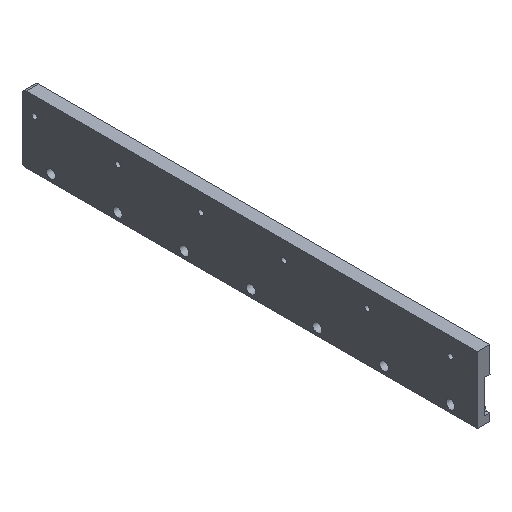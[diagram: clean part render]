
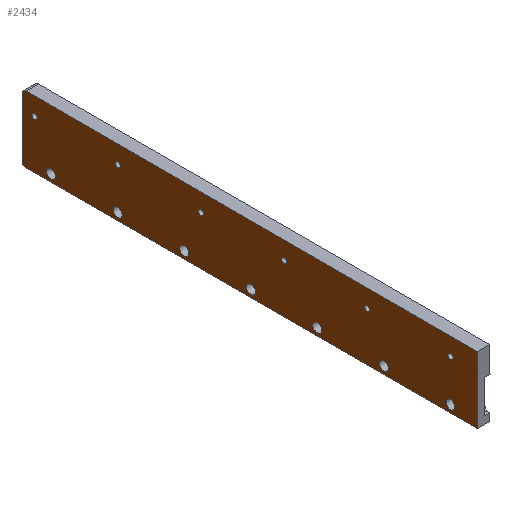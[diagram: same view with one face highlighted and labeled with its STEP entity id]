
A CAD part, isometric view. The second image highlights one B-rep face of the part: STEP entity #2434.
In plain terms, the highlighted face is planar.
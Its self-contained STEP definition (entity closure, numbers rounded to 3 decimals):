
#79=FACE_BOUND('',#298,.T.);
#80=FACE_BOUND('',#299,.T.);
#81=FACE_BOUND('',#300,.T.);
#82=FACE_BOUND('',#301,.T.);
#83=FACE_BOUND('',#302,.T.);
#84=FACE_BOUND('',#303,.T.);
#85=FACE_BOUND('',#304,.T.);
#86=FACE_BOUND('',#305,.T.);
#87=FACE_BOUND('',#306,.T.);
#88=FACE_BOUND('',#307,.T.);
#89=FACE_BOUND('',#308,.T.);
#90=FACE_BOUND('',#309,.T.);
#91=FACE_BOUND('',#310,.T.);
#114=CIRCLE('',#2606,2.);
#115=CIRCLE('',#2607,2.);
#116=CIRCLE('',#2608,2.15);
#117=CIRCLE('',#2609,2.15);
#118=CIRCLE('',#2610,2.15);
#119=CIRCLE('',#2611,2.15);
#120=CIRCLE('',#2612,2.15);
#121=CIRCLE('',#2613,2.15);
#122=CIRCLE('',#2614,2.15);
#123=CIRCLE('',#2615,1.25);
#124=CIRCLE('',#2616,1.25);
#125=CIRCLE('',#2617,1.25);
#126=CIRCLE('',#2618,1.25);
#127=CIRCLE('',#2619,1.25);
#128=CIRCLE('',#2620,1.25);
#140=FACE_OUTER_BOUND('',#297,.T.);
#297=EDGE_LOOP('',(#1757,#1758,#1759,#1760,#1761,#1762));
#298=EDGE_LOOP('',(#1763));
#299=EDGE_LOOP('',(#1764));
#300=EDGE_LOOP('',(#1765));
#301=EDGE_LOOP('',(#1766));
#302=EDGE_LOOP('',(#1767));
#303=EDGE_LOOP('',(#1768));
#304=EDGE_LOOP('',(#1769));
#305=EDGE_LOOP('',(#1770));
#306=EDGE_LOOP('',(#1771));
#307=EDGE_LOOP('',(#1772));
#308=EDGE_LOOP('',(#1773));
#309=EDGE_LOOP('',(#1774));
#310=EDGE_LOOP('',(#1775));
#443=LINE('',#3450,#747);
#540=LINE('',#3686,#844);
#541=LINE('',#3691,#845);
#542=LINE('',#3694,#846);
#747=VECTOR('',#2776,10.);
#844=VECTOR('',#2923,10.);
#845=VECTOR('',#2928,10.);
#846=VECTOR('',#2931,10.);
#1051=VERTEX_POINT('',#3447);
#1052=VERTEX_POINT('',#3449);
#1166=VERTEX_POINT('',#3684);
#1167=VERTEX_POINT('',#3688);
#1168=VERTEX_POINT('',#3690);
#1169=VERTEX_POINT('',#3692);
#1170=VERTEX_POINT('',#3695);
#1171=VERTEX_POINT('',#3697);
#1172=VERTEX_POINT('',#3699);
#1173=VERTEX_POINT('',#3701);
#1174=VERTEX_POINT('',#3703);
#1175=VERTEX_POINT('',#3705);
#1176=VERTEX_POINT('',#3707);
#1177=VERTEX_POINT('',#3709);
#1178=VERTEX_POINT('',#3711);
#1179=VERTEX_POINT('',#3713);
#1180=VERTEX_POINT('',#3715);
#1181=VERTEX_POINT('',#3717);
#1182=VERTEX_POINT('',#3719);
#1283=EDGE_CURVE('',#1051,#1052,#443,.T.);
#1402=EDGE_CURVE('',#1166,#1051,#540,.T.);
#1403=EDGE_CURVE('',#1167,#1166,#114,.T.);
#1404=EDGE_CURVE('',#1168,#1167,#541,.T.);
#1405=EDGE_CURVE('',#1169,#1168,#115,.T.);
#1406=EDGE_CURVE('',#1052,#1169,#542,.T.);
#1407=EDGE_CURVE('',#1170,#1170,#116,.T.);
#1408=EDGE_CURVE('',#1171,#1171,#117,.T.);
#1409=EDGE_CURVE('',#1172,#1172,#118,.T.);
#1410=EDGE_CURVE('',#1173,#1173,#119,.T.);
#1411=EDGE_CURVE('',#1174,#1174,#120,.T.);
#1412=EDGE_CURVE('',#1175,#1175,#121,.T.);
#1413=EDGE_CURVE('',#1176,#1176,#122,.T.);
#1414=EDGE_CURVE('',#1177,#1177,#123,.F.);
#1415=EDGE_CURVE('',#1178,#1178,#124,.F.);
#1416=EDGE_CURVE('',#1179,#1179,#125,.F.);
#1417=EDGE_CURVE('',#1180,#1180,#126,.F.);
#1418=EDGE_CURVE('',#1181,#1181,#127,.F.);
#1419=EDGE_CURVE('',#1182,#1182,#128,.F.);
#1757=ORIENTED_EDGE('',*,*,#1283,.F.);
#1758=ORIENTED_EDGE('',*,*,#1402,.F.);
#1759=ORIENTED_EDGE('',*,*,#1403,.F.);
#1760=ORIENTED_EDGE('',*,*,#1404,.F.);
#1761=ORIENTED_EDGE('',*,*,#1405,.F.);
#1762=ORIENTED_EDGE('',*,*,#1406,.F.);
#1763=ORIENTED_EDGE('',*,*,#1407,.F.);
#1764=ORIENTED_EDGE('',*,*,#1408,.F.);
#1765=ORIENTED_EDGE('',*,*,#1409,.F.);
#1766=ORIENTED_EDGE('',*,*,#1410,.F.);
#1767=ORIENTED_EDGE('',*,*,#1411,.F.);
#1768=ORIENTED_EDGE('',*,*,#1412,.F.);
#1769=ORIENTED_EDGE('',*,*,#1413,.F.);
#1770=ORIENTED_EDGE('',*,*,#1414,.F.);
#1771=ORIENTED_EDGE('',*,*,#1415,.F.);
#1772=ORIENTED_EDGE('',*,*,#1416,.F.);
#1773=ORIENTED_EDGE('',*,*,#1417,.F.);
#1774=ORIENTED_EDGE('',*,*,#1418,.F.);
#1775=ORIENTED_EDGE('',*,*,#1419,.F.);
#2325=PLANE('',#2605);
#2434=ADVANCED_FACE('',(#140,#79,#80,#81,#82,#83,#84,#85,#86,#87,#88,#89,
#90,#91),#2325,.T.);
#2605=AXIS2_PLACEMENT_3D('',#3687,#2924,#2925);
#2606=AXIS2_PLACEMENT_3D('',#3689,#2926,#2927);
#2607=AXIS2_PLACEMENT_3D('',#3693,#2929,#2930);
#2608=AXIS2_PLACEMENT_3D('',#3696,#2932,#2933);
#2609=AXIS2_PLACEMENT_3D('',#3698,#2934,#2935);
#2610=AXIS2_PLACEMENT_3D('',#3700,#2936,#2937);
#2611=AXIS2_PLACEMENT_3D('',#3702,#2938,#2939);
#2612=AXIS2_PLACEMENT_3D('',#3704,#2940,#2941);
#2613=AXIS2_PLACEMENT_3D('',#3706,#2942,#2943);
#2614=AXIS2_PLACEMENT_3D('',#3708,#2944,#2945);
#2615=AXIS2_PLACEMENT_3D('',#3710,#2946,#2947);
#2616=AXIS2_PLACEMENT_3D('',#3712,#2948,#2949);
#2617=AXIS2_PLACEMENT_3D('',#3714,#2950,#2951);
#2618=AXIS2_PLACEMENT_3D('',#3716,#2952,#2953);
#2619=AXIS2_PLACEMENT_3D('',#3718,#2954,#2955);
#2620=AXIS2_PLACEMENT_3D('',#3720,#2956,#2957);
#2776=DIRECTION('',(0.,0.,1.));
#2923=DIRECTION('',(-1.,0.,0.));
#2924=DIRECTION('center_axis',(0.,-1.,0.));
#2925=DIRECTION('ref_axis',(-1.,0.,0.));
#2926=DIRECTION('center_axis',(0.,1.,0.));
#2927=DIRECTION('ref_axis',(0.707,0.,-0.707));
#2928=DIRECTION('',(0.,0.,-1.));
#2929=DIRECTION('center_axis',(0.,1.,0.));
#2930=DIRECTION('ref_axis',(0.707,0.,0.707));
#2931=DIRECTION('',(1.,0.,0.));
#2932=DIRECTION('center_axis',(0.,-1.,0.));
#2933=DIRECTION('ref_axis',(-1.,0.,0.));
#2934=DIRECTION('center_axis',(0.,-1.,0.));
#2935=DIRECTION('ref_axis',(-1.,0.,0.));
#2936=DIRECTION('center_axis',(0.,-1.,0.));
#2937=DIRECTION('ref_axis',(-1.,0.,0.));
#2938=DIRECTION('center_axis',(0.,-1.,0.));
#2939=DIRECTION('ref_axis',(-1.,0.,0.));
#2940=DIRECTION('center_axis',(0.,-1.,0.));
#2941=DIRECTION('ref_axis',(-1.,0.,0.));
#2942=DIRECTION('center_axis',(0.,-1.,0.));
#2943=DIRECTION('ref_axis',(-1.,0.,0.));
#2944=DIRECTION('center_axis',(0.,-1.,0.));
#2945=DIRECTION('ref_axis',(-1.,0.,0.));
#2946=DIRECTION('center_axis',(0.,1.,0.));
#2947=DIRECTION('ref_axis',(-1.,0.,0.));
#2948=DIRECTION('center_axis',(0.,1.,0.));
#2949=DIRECTION('ref_axis',(-1.,0.,0.));
#2950=DIRECTION('center_axis',(0.,1.,0.));
#2951=DIRECTION('ref_axis',(-1.,0.,0.));
#2952=DIRECTION('center_axis',(0.,1.,0.));
#2953=DIRECTION('ref_axis',(-1.,0.,0.));
#2954=DIRECTION('center_axis',(0.,1.,0.));
#2955=DIRECTION('ref_axis',(-1.,0.,0.));
#2956=DIRECTION('center_axis',(0.,1.,0.));
#2957=DIRECTION('ref_axis',(-1.,0.,0.));
#3447=CARTESIAN_POINT('',(131.431,431.722,-178.388));
#3449=CARTESIAN_POINT('',(131.431,431.722,-146.388));
#3450=CARTESIAN_POINT('',(131.431,431.722,-166.138));
#3684=CARTESIAN_POINT('',(348.431,431.722,-178.388));
#3686=CARTESIAN_POINT('',(13.931,431.722,-178.388));
#3687=CARTESIAN_POINT('Origin',(129.431,431.722,-169.888));
#3688=CARTESIAN_POINT('',(350.431,431.722,-176.388));
#3689=CARTESIAN_POINT('Origin',(348.431,431.722,-176.388));
#3690=CARTESIAN_POINT('',(350.431,431.722,-148.388));
#3691=CARTESIAN_POINT('',(350.431,431.722,-181.638));
#3692=CARTESIAN_POINT('',(348.431,431.722,-146.388));
#3693=CARTESIAN_POINT('Origin',(348.431,431.722,-148.388));
#3694=CARTESIAN_POINT('',(-101.569,431.722,-146.388));
#3695=CARTESIAN_POINT('',(306.581,431.722,-149.888));
#3696=CARTESIAN_POINT('Origin',(304.431,431.722,-149.888));
#3697=CARTESIAN_POINT('',(242.581,431.722,-149.888));
#3698=CARTESIAN_POINT('Origin',(240.431,431.722,-149.888));
#3699=CARTESIAN_POINT('',(178.581,431.722,-149.888));
#3700=CARTESIAN_POINT('Origin',(176.431,431.722,-149.888));
#3701=CARTESIAN_POINT('',(146.581,431.722,-149.888));
#3702=CARTESIAN_POINT('Origin',(144.431,431.722,-149.888));
#3703=CARTESIAN_POINT('',(210.581,431.722,-149.888));
#3704=CARTESIAN_POINT('Origin',(208.431,431.722,-149.888));
#3705=CARTESIAN_POINT('',(274.581,431.722,-149.888));
#3706=CARTESIAN_POINT('Origin',(272.431,431.722,-149.888));
#3707=CARTESIAN_POINT('',(338.581,431.722,-149.888));
#3708=CARTESIAN_POINT('Origin',(336.431,431.722,-149.888));
#3709=CARTESIAN_POINT('',(345.681,431.722,-169.888));
#3710=CARTESIAN_POINT('Origin',(344.431,431.722,-169.888));
#3711=CARTESIAN_POINT('',(185.681,431.722,-169.888));
#3712=CARTESIAN_POINT('Origin',(184.431,431.722,-169.888));
#3713=CARTESIAN_POINT('',(225.681,431.722,-169.888));
#3714=CARTESIAN_POINT('Origin',(224.431,431.722,-169.888));
#3715=CARTESIAN_POINT('',(305.681,431.722,-169.888));
#3716=CARTESIAN_POINT('Origin',(304.431,431.722,-169.888));
#3717=CARTESIAN_POINT('',(145.681,431.722,-169.888));
#3718=CARTESIAN_POINT('Origin',(144.431,431.722,-169.888));
#3719=CARTESIAN_POINT('',(265.681,431.722,-169.888));
#3720=CARTESIAN_POINT('Origin',(264.431,431.722,-169.888));
